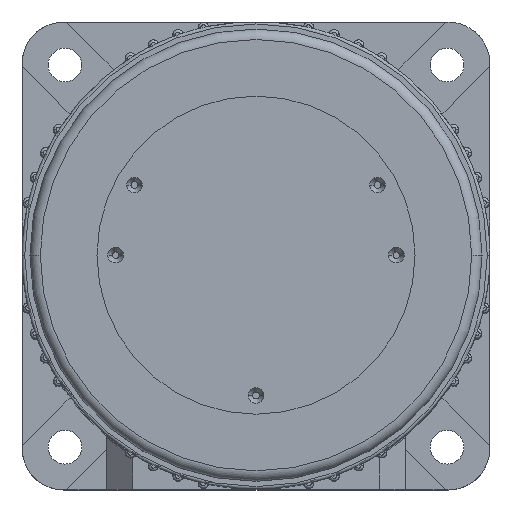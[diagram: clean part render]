
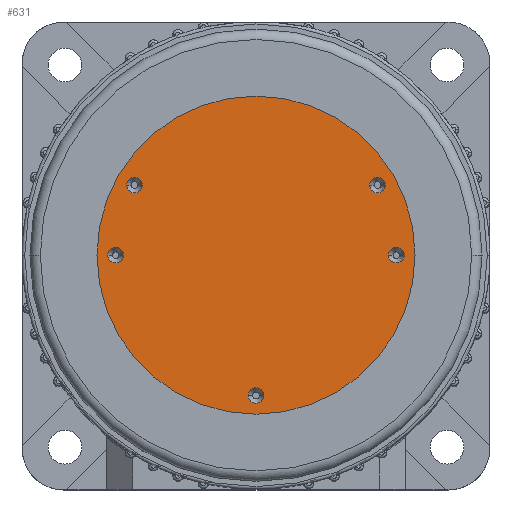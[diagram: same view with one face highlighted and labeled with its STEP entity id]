
A CAD part, top view. The second image highlights one B-rep face of the part: STEP entity #631.
In plain terms, the highlighted planar face has unit normal (0, 0, 1).
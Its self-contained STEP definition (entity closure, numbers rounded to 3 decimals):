
#55 = EDGE_CURVE ( 'NONE', #782, #4623, #1276, .T. ) ;
#120 = CARTESIAN_POINT ( 'NONE',  ( 25.5, 0., 96. ) ) ;
#180 = CIRCLE ( 'NONE', #6869, 1.5 ) ;
#393 = DIRECTION ( 'NONE',  ( 0., 0., 1. ) ) ;
#414 = EDGE_CURVE ( 'NONE', #6705, #542, #4280, .T. ) ;
#542 = VERTEX_POINT ( 'NONE', #3076 ) ;
#575 = DIRECTION ( 'NONE',  ( 0., 0., 1. ) ) ;
#583 = DIRECTION ( 'NONE',  ( 0., 0., 1. ) ) ;
#619 = DIRECTION ( 'NONE',  ( 1., 0., 0. ) ) ;
#631 = ADVANCED_FACE ( 'NONE', ( #4820, #3022, #1270, #6804, #8175, #6385 ), #5224, .T. ) ;
#758 = VERTEX_POINT ( 'NONE', #4425 ) ;
#782 = VERTEX_POINT ( 'NONE', #4571 ) ;
#846 = VERTEX_POINT ( 'NONE', #120 ) ;
#866 = EDGE_CURVE ( 'NONE', #846, #758, #6482, .T. ) ;
#980 = AXIS2_PLACEMENT_3D ( 'NONE', #6830, #2809, #7506 ) ;
#1076 = AXIS2_PLACEMENT_3D ( 'NONE', #3228, #2703, #5464 ) ;
#1125 = ORIENTED_EDGE ( 'NONE', *, *, #7615, .F. ) ;
#1131 = ORIENTED_EDGE ( 'NONE', *, *, #1161, .F. ) ;
#1161 = EDGE_CURVE ( 'NONE', #7465, #7241, #3357, .T. ) ;
#1270 = FACE_BOUND ( 'NONE', #4521, .T. ) ;
#1276 = CIRCLE ( 'NONE', #2424, 1.5 ) ;
#1542 = CARTESIAN_POINT ( 'NONE',  ( -27., 0., 96. ) ) ;
#1675 = DIRECTION ( 'NONE',  ( 0., 0., 1. ) ) ;
#1686 = CARTESIAN_POINT ( 'NONE',  ( 30.6, 0., 96. ) ) ;
#1775 = ORIENTED_EDGE ( 'NONE', *, *, #7557, .F. ) ;
#1802 = DIRECTION ( 'NONE',  ( 0., 0., 1. ) ) ;
#1895 = ORIENTED_EDGE ( 'NONE', *, *, #6417, .F. ) ;
#2049 = CIRCLE ( 'NONE', #6193, 1.5 ) ;
#2127 = EDGE_LOOP ( 'NONE', ( #3092, #6270 ) ) ;
#2202 = CARTESIAN_POINT ( 'NONE',  ( -27., 0., 96. ) ) ;
#2205 = CARTESIAN_POINT ( 'NONE',  ( 0., -27., 96. ) ) ;
#2215 = DIRECTION ( 'NONE',  ( 1., 0., 0. ) ) ;
#2231 = VERTEX_POINT ( 'NONE', #6218 ) ;
#2424 = AXIS2_PLACEMENT_3D ( 'NONE', #4083, #4702, #5756 ) ;
#2434 = ORIENTED_EDGE ( 'NONE', *, *, #3437, .T. ) ;
#2450 = CARTESIAN_POINT ( 'NONE',  ( 0., 0., 96. ) ) ;
#2570 = CIRCLE ( 'NONE', #980, 30.6 ) ;
#2576 = AXIS2_PLACEMENT_3D ( 'NONE', #2450, #7798, #5867 ) ;
#2663 = AXIS2_PLACEMENT_3D ( 'NONE', #5671, #1675, #6333 ) ;
#2692 = AXIS2_PLACEMENT_3D ( 'NONE', #2205, #575, #619 ) ;
#2703 = DIRECTION ( 'NONE',  ( 0., 0., 1. ) ) ;
#2809 = DIRECTION ( 'NONE',  ( 0., 0., 1. ) ) ;
#2858 = DIRECTION ( 'NONE',  ( 1., 0., 0. ) ) ;
#2905 = CIRCLE ( 'NONE', #2663, 1.5 ) ;
#3022 = FACE_BOUND ( 'NONE', #2127, .T. ) ;
#3076 = CARTESIAN_POINT ( 'NONE',  ( 21.883, 13.5, 96. ) ) ;
#3092 = ORIENTED_EDGE ( 'NONE', *, *, #55, .F. ) ;
#3228 = CARTESIAN_POINT ( 'NONE',  ( 27., 0., 96. ) ) ;
#3257 = CARTESIAN_POINT ( 'NONE',  ( -25.5, 0., 96. ) ) ;
#3357 = CIRCLE ( 'NONE', #2692, 1.5 ) ;
#3437 = EDGE_CURVE ( 'NONE', #4553, #6999, #8027, .T. ) ;
#3591 = CARTESIAN_POINT ( 'NONE',  ( -30.6, 0., 96. ) ) ;
#3624 = CARTESIAN_POINT ( 'NONE',  ( 0., 0., 96. ) ) ;
#3703 = CIRCLE ( 'NONE', #6355, 1.5 ) ;
#3815 = CARTESIAN_POINT ( 'NONE',  ( 24.883, 13.5, 96. ) ) ;
#4083 = CARTESIAN_POINT ( 'NONE',  ( -23.383, 13.5, 96. ) ) ;
#4103 = EDGE_LOOP ( 'NONE', ( #2434, #8330 ) ) ;
#4255 = CIRCLE ( 'NONE', #5364, 1.5 ) ;
#4280 = CIRCLE ( 'NONE', #7194, 1.5 ) ;
#4305 = DIRECTION ( 'NONE',  ( 1., 0., 0. ) ) ;
#4334 = EDGE_CURVE ( 'NONE', #6999, #4553, #2570, .T. ) ;
#4398 = CARTESIAN_POINT ( 'NONE',  ( 23.383, 13.5, 96. ) ) ;
#4425 = CARTESIAN_POINT ( 'NONE',  ( 28.5, 0., 96. ) ) ;
#4521 = EDGE_LOOP ( 'NONE', ( #1775, #1131 ) ) ;
#4553 = VERTEX_POINT ( 'NONE', #1686 ) ;
#4571 = CARTESIAN_POINT ( 'NONE',  ( -21.883, 13.5, 96. ) ) ;
#4583 = CARTESIAN_POINT ( 'NONE',  ( -23.383, 13.5, 96. ) ) ;
#4623 = VERTEX_POINT ( 'NONE', #6458 ) ;
#4702 = DIRECTION ( 'NONE',  ( 0., 0., 1. ) ) ;
#4739 = EDGE_CURVE ( 'NONE', #4623, #782, #2049, .T. ) ;
#4820 = FACE_BOUND ( 'NONE', #5521, .T. ) ;
#4886 = DIRECTION ( 'NONE',  ( 0., 0., 1. ) ) ;
#5069 = DIRECTION ( 'NONE',  ( 1., 0., 0. ) ) ;
#5137 = EDGE_LOOP ( 'NONE', ( #5601, #6145 ) ) ;
#5224 = PLANE ( 'NONE',  #2576 ) ;
#5264 = DIRECTION ( 'NONE',  ( 1., 0., 0. ) ) ;
#5364 = AXIS2_PLACEMENT_3D ( 'NONE', #4398, #393, #5069 ) ;
#5408 = EDGE_LOOP ( 'NONE', ( #1895, #5579 ) ) ;
#5464 = DIRECTION ( 'NONE',  ( 1., 0., 0. ) ) ;
#5521 = EDGE_LOOP ( 'NONE', ( #7102, #1125 ) ) ;
#5579 = ORIENTED_EDGE ( 'NONE', *, *, #7449, .F. ) ;
#5601 = ORIENTED_EDGE ( 'NONE', *, *, #7669, .F. ) ;
#5671 = CARTESIAN_POINT ( 'NONE',  ( 0., -27., 96. ) ) ;
#5756 = DIRECTION ( 'NONE',  ( 1., 0., 0. ) ) ;
#5801 = CARTESIAN_POINT ( 'NONE',  ( 27., 0., 96. ) ) ;
#5867 = DIRECTION ( 'NONE',  ( 1., 0., 0. ) ) ;
#6145 = ORIENTED_EDGE ( 'NONE', *, *, #866, .F. ) ;
#6193 = AXIS2_PLACEMENT_3D ( 'NONE', #4583, #583, #5264 ) ;
#6216 = DIRECTION ( 'NONE',  ( 0., 0., 1. ) ) ;
#6218 = CARTESIAN_POINT ( 'NONE',  ( -28.5, 0., 96. ) ) ;
#6270 = ORIENTED_EDGE ( 'NONE', *, *, #4739, .F. ) ;
#6333 = DIRECTION ( 'NONE',  ( 1., 0., 0. ) ) ;
#6355 = AXIS2_PLACEMENT_3D ( 'NONE', #1542, #6216, #2215 ) ;
#6385 = FACE_OUTER_BOUND ( 'NONE', #4103, .T. ) ;
#6417 = EDGE_CURVE ( 'NONE', #7770, #2231, #3703, .T. ) ;
#6458 = CARTESIAN_POINT ( 'NONE',  ( -24.883, 13.5, 96. ) ) ;
#6482 = CIRCLE ( 'NONE', #1076, 1.5 ) ;
#6483 = DIRECTION ( 'NONE',  ( 1., 0., 0. ) ) ;
#6705 = VERTEX_POINT ( 'NONE', #3815 ) ;
#6706 = AXIS2_PLACEMENT_3D ( 'NONE', #5801, #1802, #6483 ) ;
#6804 = FACE_BOUND ( 'NONE', #5137, .T. ) ;
#6830 = CARTESIAN_POINT ( 'NONE',  ( 0., 0., 96. ) ) ;
#6864 = DIRECTION ( 'NONE',  ( 0., 0., 1. ) ) ;
#6869 = AXIS2_PLACEMENT_3D ( 'NONE', #2202, #6864, #2858 ) ;
#6999 = VERTEX_POINT ( 'NONE', #3591 ) ;
#7102 = ORIENTED_EDGE ( 'NONE', *, *, #414, .F. ) ;
#7194 = AXIS2_PLACEMENT_3D ( 'NONE', #8447, #4886, #7505 ) ;
#7235 = CARTESIAN_POINT ( 'NONE',  ( 1.5, -27., 96. ) ) ;
#7241 = VERTEX_POINT ( 'NONE', #7235 ) ;
#7317 = AXIS2_PLACEMENT_3D ( 'NONE', #3624, #8319, #4305 ) ;
#7449 = EDGE_CURVE ( 'NONE', #2231, #7770, #180, .T. ) ;
#7465 = VERTEX_POINT ( 'NONE', #7563 ) ;
#7505 = DIRECTION ( 'NONE',  ( 1., 0., 0. ) ) ;
#7506 = DIRECTION ( 'NONE',  ( 1., 0., 0. ) ) ;
#7557 = EDGE_CURVE ( 'NONE', #7241, #7465, #2905, .T. ) ;
#7563 = CARTESIAN_POINT ( 'NONE',  ( -1.5, -27., 96. ) ) ;
#7615 = EDGE_CURVE ( 'NONE', #542, #6705, #4255, .T. ) ;
#7669 = EDGE_CURVE ( 'NONE', #758, #846, #7831, .T. ) ;
#7770 = VERTEX_POINT ( 'NONE', #3257 ) ;
#7798 = DIRECTION ( 'NONE',  ( 0., 0., 1. ) ) ;
#7831 = CIRCLE ( 'NONE', #6706, 1.5 ) ;
#8027 = CIRCLE ( 'NONE', #7317, 30.6 ) ;
#8175 = FACE_BOUND ( 'NONE', #5408, .T. ) ;
#8319 = DIRECTION ( 'NONE',  ( 0., 0., 1. ) ) ;
#8330 = ORIENTED_EDGE ( 'NONE', *, *, #4334, .T. ) ;
#8447 = CARTESIAN_POINT ( 'NONE',  ( 23.383, 13.5, 96. ) ) ;
